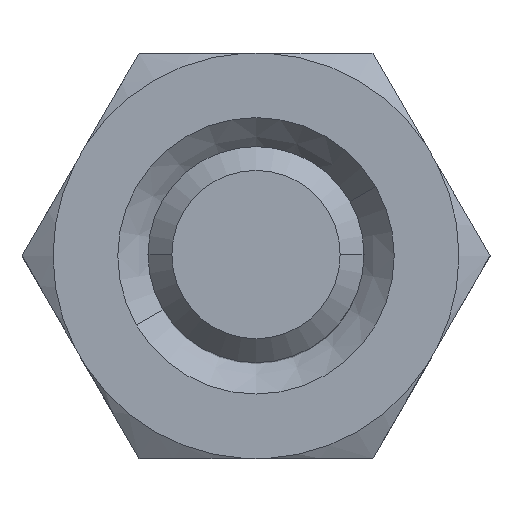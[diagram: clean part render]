
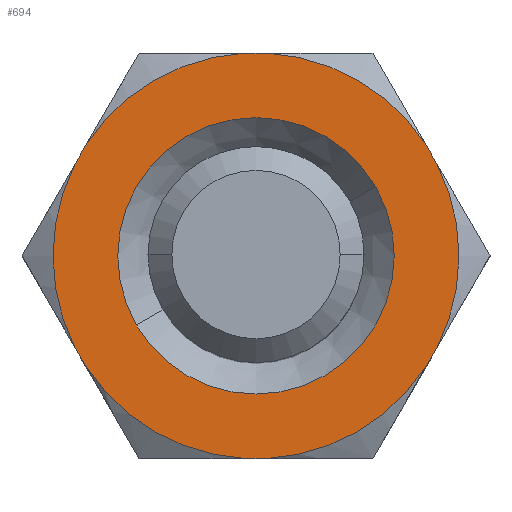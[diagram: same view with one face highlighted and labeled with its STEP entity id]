
A CAD part, top view. The second image highlights one B-rep face of the part: STEP entity #694.
In plain terms, the highlighted face is planar.
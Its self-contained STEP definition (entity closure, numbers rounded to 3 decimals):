
#67 = CARTESIAN_POINT ( 'NONE',  ( -4., 0.469, -8.487 ) ) ;
#74 = DIRECTION ( 'NONE',  ( 0., 0., 1. ) ) ;
#87 = ORIENTED_EDGE ( 'NONE', *, *, #1207, .T. ) ;
#107 = EDGE_LOOP ( 'NONE', ( #624, #276, #855, #1325, #178, #493, #334, #87, #216, #1198, #1072, #1380 ) ) ;
#130 = CARTESIAN_POINT ( 'NONE',  ( -4., 7.35, 4.244 ) ) ;
#136 = LINE ( 'NONE', #130, #1135 ) ;
#151 = FACE_OUTER_BOUND ( 'NONE', #107, .T. ) ;
#161 = CARTESIAN_POINT ( 'NONE',  ( -4., 0., 0. ) ) ;
#178 = ORIENTED_EDGE ( 'NONE', *, *, #300, .F. ) ;
#193 = CARTESIAN_POINT ( 'NONE',  ( -4., 0., -8.487 ) ) ;
#206 = VERTEX_POINT ( 'NONE', #1378 ) ;
#216 = ORIENTED_EDGE ( 'NONE', *, *, #1070, .F. ) ;
#229 = LINE ( 'NONE', #1641, #679 ) ;
#233 = EDGE_CURVE ( 'NONE', #755, #806, #709, .T. ) ;
#273 = EDGE_CURVE ( 'NONE', #673, #1364, #502, .T. ) ;
#274 = CARTESIAN_POINT ( 'NONE',  ( -4., 0., 0. ) ) ;
#276 = ORIENTED_EDGE ( 'NONE', *, *, #614, .T. ) ;
#280 = DIRECTION ( 'NONE',  ( 0., -1., 0. ) ) ;
#281 = ORIENTED_EDGE ( 'NONE', *, *, #233, .T. ) ;
#299 = CIRCLE ( 'NONE', #844, 8.5 ) ;
#300 = EDGE_CURVE ( 'NONE', #673, #540, #1421, .T. ) ;
#305 = VERTEX_POINT ( 'NONE', #1146 ) ;
#334 = ORIENTED_EDGE ( 'NONE', *, *, #981, .F. ) ;
#402 = CARTESIAN_POINT ( 'NONE',  ( -4., 0., 0. ) ) ;
#407 = CARTESIAN_POINT ( 'NONE',  ( -4., 0., 8.487 ) ) ;
#423 = DIRECTION ( 'NONE',  ( 1., 0., 0. ) ) ;
#434 = FACE_BOUND ( 'NONE', #877, .T. ) ;
#438 = EDGE_CURVE ( 'NONE', #1190, #1266, #561, .T. ) ;
#466 = ORIENTED_EDGE ( 'NONE', *, *, #631, .T. ) ;
#472 = EDGE_CURVE ( 'NONE', #206, #473, #1337, .T. ) ;
#473 = VERTEX_POINT ( 'NONE', #67 ) ;
#489 = DIRECTION ( 'NONE',  ( 0., 0.5, 0.866 ) ) ;
#493 = ORIENTED_EDGE ( 'NONE', *, *, #273, .T. ) ;
#502 = CIRCLE ( 'NONE', #704, 8.5 ) ;
#503 = AXIS2_PLACEMENT_3D ( 'NONE', #1475, #1499, #1102 ) ;
#521 = DIRECTION ( 'NONE',  ( 0., 0., -1. ) ) ;
#522 = CARTESIAN_POINT ( 'NONE',  ( -4., 0., -5.788 ) ) ;
#528 = VECTOR ( 'NONE', #1595, 1000. ) ;
#531 = DIRECTION ( 'NONE',  ( -1., 0., 0. ) ) ;
#540 = VERTEX_POINT ( 'NONE', #1401 ) ;
#548 = DIRECTION ( 'NONE',  ( -1., 0., 0. ) ) ;
#561 = LINE ( 'NONE', #1067, #528 ) ;
#584 = CARTESIAN_POINT ( 'NONE',  ( -4., -7.585, 3.837 ) ) ;
#596 = CARTESIAN_POINT ( 'NONE',  ( -4., 7.115, -4.65 ) ) ;
#614 = EDGE_CURVE ( 'NONE', #1644, #1266, #1215, .T. ) ;
#624 = ORIENTED_EDGE ( 'NONE', *, *, #945, .F. ) ;
#625 = CIRCLE ( 'NONE', #1577, 8.5 ) ;
#631 = EDGE_CURVE ( 'NONE', #806, #755, #1319, .T. ) ;
#642 = DIRECTION ( 'NONE',  ( 0., -0.5, 0.866 ) ) ;
#673 = VERTEX_POINT ( 'NONE', #1578 ) ;
#676 = VECTOR ( 'NONE', #766, 1000. ) ;
#679 = VECTOR ( 'NONE', #489, 1000. ) ;
#694 = ADVANCED_FACE ( 'NONE', ( #434, #151 ), #1167, .F. ) ;
#697 = CARTESIAN_POINT ( 'NONE',  ( -4., 7.585, -3.837 ) ) ;
#699 = DIRECTION ( 'NONE',  ( 0., 1., 0. ) ) ;
#704 = AXIS2_PLACEMENT_3D ( 'NONE', #161, #531, #1033 ) ;
#709 = CIRCLE ( 'NONE', #777, 5.788 ) ;
#755 = VERTEX_POINT ( 'NONE', #522 ) ;
#762 = CARTESIAN_POINT ( 'NONE',  ( -4., 0., 0. ) ) ;
#764 = CARTESIAN_POINT ( 'NONE',  ( -4., 0., 0. ) ) ;
#766 = DIRECTION ( 'NONE',  ( 0., 0.5, -0.866 ) ) ;
#769 = EDGE_CURVE ( 'NONE', #1093, #473, #625, .T. ) ;
#774 = DIRECTION ( 'NONE',  ( 0., 0., -1. ) ) ;
#777 = AXIS2_PLACEMENT_3D ( 'NONE', #1310, #423, #521 ) ;
#779 = AXIS2_PLACEMENT_3D ( 'NONE', #402, #1035, #774 ) ;
#805 = DIRECTION ( 'NONE',  ( 0., 0., 1. ) ) ;
#806 = VERTEX_POINT ( 'NONE', #1329 ) ;
#808 = VECTOR ( 'NONE', #280, 1000. ) ;
#844 = AXIS2_PLACEMENT_3D ( 'NONE', #762, #1132, #1661 ) ;
#851 = VERTEX_POINT ( 'NONE', #1397 ) ;
#855 = ORIENTED_EDGE ( 'NONE', *, *, #438, .F. ) ;
#877 = EDGE_LOOP ( 'NONE', ( #466, #281 ) ) ;
#924 = AXIS2_PLACEMENT_3D ( 'NONE', #1371, #1465, #74 ) ;
#926 = CARTESIAN_POINT ( 'NONE',  ( -4., -7.115, 4.65 ) ) ;
#945 = EDGE_CURVE ( 'NONE', #1644, #851, #1404, .T. ) ;
#960 = CIRCLE ( 'NONE', #1524, 8.5 ) ;
#981 = EDGE_CURVE ( 'NONE', #305, #1364, #136, .T. ) ;
#1033 = DIRECTION ( 'NONE',  ( 0., 0., 1. ) ) ;
#1035 = DIRECTION ( 'NONE',  ( 1., 0., 0. ) ) ;
#1040 = CARTESIAN_POINT ( 'NONE',  ( -4., -7.585, -3.837 ) ) ;
#1062 = CIRCLE ( 'NONE', #1496, 8.5 ) ;
#1067 = CARTESIAN_POINT ( 'NONE',  ( -4., -7.35, 4.244 ) ) ;
#1070 = EDGE_CURVE ( 'NONE', #1093, #1211, #229, .T. ) ;
#1072 = ORIENTED_EDGE ( 'NONE', *, *, #472, .F. ) ;
#1093 = VERTEX_POINT ( 'NONE', #596 ) ;
#1102 = DIRECTION ( 'NONE',  ( 0., 0., -1. ) ) ;
#1132 = DIRECTION ( 'NONE',  ( -1., 0., 0. ) ) ;
#1135 = VECTOR ( 'NONE', #642, 1000. ) ;
#1146 = CARTESIAN_POINT ( 'NONE',  ( -4., 7.585, 3.837 ) ) ;
#1161 = CARTESIAN_POINT ( 'NONE',  ( -4., -7.35, -4.244 ) ) ;
#1167 = PLANE ( 'NONE',  #779 ) ;
#1181 = DIRECTION ( 'NONE',  ( 0., 0., 1. ) ) ;
#1186 = VECTOR ( 'NONE', #699, 1000. ) ;
#1190 = VERTEX_POINT ( 'NONE', #926 ) ;
#1198 = ORIENTED_EDGE ( 'NONE', *, *, #769, .T. ) ;
#1202 = CARTESIAN_POINT ( 'NONE',  ( -4., 7.115, 4.65 ) ) ;
#1207 = EDGE_CURVE ( 'NONE', #305, #1211, #960, .T. ) ;
#1211 = VERTEX_POINT ( 'NONE', #697 ) ;
#1215 = CIRCLE ( 'NONE', #924, 8.5 ) ;
#1266 = VERTEX_POINT ( 'NONE', #584 ) ;
#1307 = DIRECTION ( 'NONE',  ( -1., 0., 0. ) ) ;
#1310 = CARTESIAN_POINT ( 'NONE',  ( -4., 0., 0. ) ) ;
#1319 = CIRCLE ( 'NONE', #503, 5.788 ) ;
#1325 = ORIENTED_EDGE ( 'NONE', *, *, #1542, .T. ) ;
#1329 = CARTESIAN_POINT ( 'NONE',  ( -4., 0., 5.788 ) ) ;
#1337 = LINE ( 'NONE', #193, #1186 ) ;
#1364 = VERTEX_POINT ( 'NONE', #1202 ) ;
#1371 = CARTESIAN_POINT ( 'NONE',  ( -4., 0., 0. ) ) ;
#1378 = CARTESIAN_POINT ( 'NONE',  ( -4., -0.469, -8.487 ) ) ;
#1380 = ORIENTED_EDGE ( 'NONE', *, *, #1610, .T. ) ;
#1397 = CARTESIAN_POINT ( 'NONE',  ( -4., -7.115, -4.65 ) ) ;
#1401 = CARTESIAN_POINT ( 'NONE',  ( -4., -0.469, 8.487 ) ) ;
#1404 = LINE ( 'NONE', #1161, #676 ) ;
#1421 = LINE ( 'NONE', #407, #808 ) ;
#1465 = DIRECTION ( 'NONE',  ( -1., 0., 0. ) ) ;
#1475 = CARTESIAN_POINT ( 'NONE',  ( -4., 0., 0. ) ) ;
#1486 = DIRECTION ( 'NONE',  ( -1., 0., 0. ) ) ;
#1496 = AXIS2_PLACEMENT_3D ( 'NONE', #1574, #548, #1181 ) ;
#1499 = DIRECTION ( 'NONE',  ( 1., 0., 0. ) ) ;
#1524 = AXIS2_PLACEMENT_3D ( 'NONE', #764, #1307, #805 ) ;
#1542 = EDGE_CURVE ( 'NONE', #1190, #540, #299, .T. ) ;
#1574 = CARTESIAN_POINT ( 'NONE',  ( -4., 0., 0. ) ) ;
#1577 = AXIS2_PLACEMENT_3D ( 'NONE', #274, #1486, #1619 ) ;
#1578 = CARTESIAN_POINT ( 'NONE',  ( -4., 0.469, 8.487 ) ) ;
#1595 = DIRECTION ( 'NONE',  ( 0., -0.5, -0.866 ) ) ;
#1610 = EDGE_CURVE ( 'NONE', #206, #851, #1062, .T. ) ;
#1619 = DIRECTION ( 'NONE',  ( 0., 0., 1. ) ) ;
#1641 = CARTESIAN_POINT ( 'NONE',  ( -4., 7.35, -4.244 ) ) ;
#1644 = VERTEX_POINT ( 'NONE', #1040 ) ;
#1661 = DIRECTION ( 'NONE',  ( 0., 0., 1. ) ) ;
